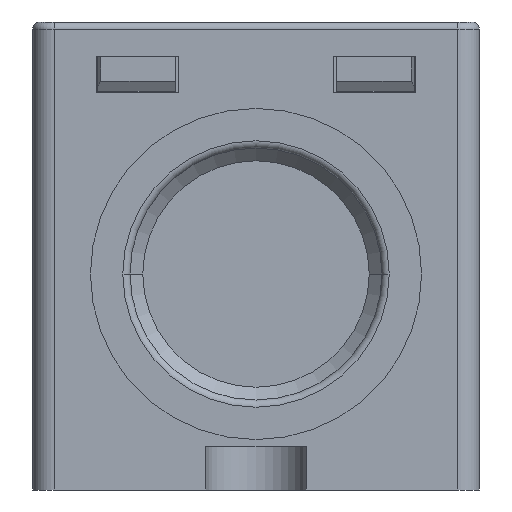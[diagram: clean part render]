
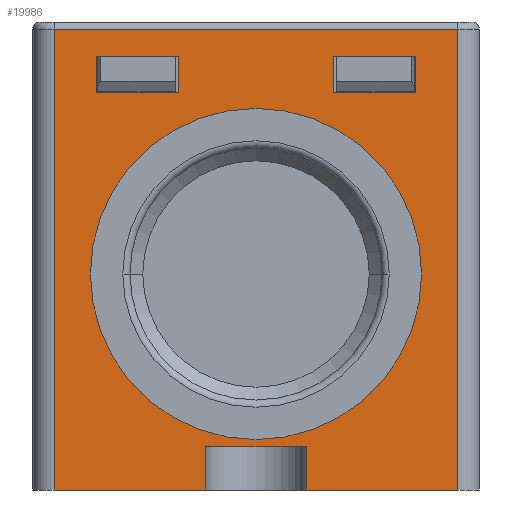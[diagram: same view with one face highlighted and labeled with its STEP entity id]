
A CAD part, front view. The second image highlights one B-rep face of the part: STEP entity #19986.
In plain terms, the highlighted face is planar.
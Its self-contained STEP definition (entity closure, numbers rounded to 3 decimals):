
#593=DIRECTION('',(-1.,0.,0.));
#594=VECTOR('',#593,28.);
#595=CARTESIAN_POINT('',(14.,32.,-61.5));
#596=LINE('',#595,#594);
#626=DIRECTION('',(0.,-1.,0.));
#627=VECTOR('',#626,32.);
#628=CARTESIAN_POINT('',(-14.,32.,-61.5));
#629=LINE('',#628,#627);
#630=DIRECTION('',(-1.,0.,0.));
#631=VECTOR('',#630,5.7);
#632=CARTESIAN_POINT('',(11.1,27.6,-61.5));
#633=LINE('',#632,#631);
#634=DIRECTION('',(0.,1.,0.));
#635=VECTOR('',#634,2.5);
#636=CARTESIAN_POINT('',(5.4,27.6,-61.5));
#637=LINE('',#636,#635);
#638=DIRECTION('',(1.,0.,0.));
#639=VECTOR('',#638,5.7);
#640=CARTESIAN_POINT('',(5.4,30.1,-61.5));
#641=LINE('',#640,#639);
#642=DIRECTION('',(0.,-1.,0.));
#643=VECTOR('',#642,2.5);
#644=CARTESIAN_POINT('',(11.1,30.1,-61.5));
#645=LINE('',#644,#643);
#646=DIRECTION('',(-1.,0.,0.));
#647=VECTOR('',#646,5.7);
#648=CARTESIAN_POINT('',(-5.4,27.6,-61.5));
#649=LINE('',#648,#647);
#650=DIRECTION('',(0.,1.,0.));
#651=VECTOR('',#650,2.5);
#652=CARTESIAN_POINT('',(-11.1,27.6,-61.5));
#653=LINE('',#652,#651);
#654=DIRECTION('',(1.,0.,0.));
#655=VECTOR('',#654,5.7);
#656=CARTESIAN_POINT('',(-11.1,30.1,-61.5));
#657=LINE('',#656,#655);
#658=DIRECTION('',(0.,-1.,0.));
#659=VECTOR('',#658,2.5);
#660=CARTESIAN_POINT('',(-5.4,30.1,-61.5));
#661=LINE('',#660,#659);
#662=DIRECTION('',(-1.,0.,0.));
#663=VECTOR('',#662,10.5);
#664=CARTESIAN_POINT('',(-3.5,0.,-61.5));
#665=LINE('',#664,#663);
#666=DIRECTION('',(0.,1.,0.));
#667=VECTOR('',#666,3.);
#668=CARTESIAN_POINT('',(-3.5,0.,-61.5));
#669=LINE('',#668,#667);
#670=DIRECTION('',(-1.,0.,0.));
#671=VECTOR('',#670,7.);
#672=CARTESIAN_POINT('',(3.5,3.,-61.5));
#673=LINE('',#672,#671);
#674=DIRECTION('',(0.,1.,0.));
#675=VECTOR('',#674,3.);
#676=CARTESIAN_POINT('',(3.5,0.,-61.5));
#677=LINE('',#676,#675);
#678=DIRECTION('',(-1.,0.,0.));
#679=VECTOR('',#678,10.5);
#680=CARTESIAN_POINT('',(14.,0.,-61.5));
#681=LINE('',#680,#679);
#758=DIRECTION('',(0.,-1.,0.));
#759=VECTOR('',#758,32.);
#760=CARTESIAN_POINT('',(14.,32.,-61.5));
#761=LINE('',#760,#759);
#4251=CARTESIAN_POINT('',(0.,15.,-61.5));
#4252=DIRECTION('',(0.,0.,1.));
#4253=DIRECTION('',(1.,0.,0.));
#4254=AXIS2_PLACEMENT_3D('',#4251,#4252,#4253);
#4269=CARTESIAN_POINT('',(0.,15.,-61.5));
#4270=DIRECTION('',(0.,0.,1.));
#4271=DIRECTION('',(-1.,0.,0.));
#4272=AXIS2_PLACEMENT_3D('',#4269,#4270,#4271);
#14726=CARTESIAN_POINT('',(14.,0.,-61.5));
#14728=VERTEX_POINT('',#14726);
#14925=CARTESIAN_POINT('',(-10.2,15.,-61.5));
#14926=CARTESIAN_POINT('',(10.2,15.,-61.5));
#14927=VERTEX_POINT('',#14925);
#14928=VERTEX_POINT('',#14926);
#14997=CARTESIAN_POINT('',(3.5,3.,-61.5));
#14998=CARTESIAN_POINT('',(-3.5,3.,-61.5));
#14999=VERTEX_POINT('',#14997);
#15000=VERTEX_POINT('',#14998);
#15001=CARTESIAN_POINT('',(3.5,0.,-61.5));
#15002=VERTEX_POINT('',#15001);
#15003=CARTESIAN_POINT('',(-3.5,0.,-61.5));
#15004=VERTEX_POINT('',#15003);
#15009=CARTESIAN_POINT('',(-14.,0.,-61.5));
#15010=VERTEX_POINT('',#15009);
#15015=CARTESIAN_POINT('',(11.1,27.6,-61.5));
#15016=CARTESIAN_POINT('',(5.4,27.6,-61.5));
#15017=VERTEX_POINT('',#15015);
#15018=VERTEX_POINT('',#15016);
#15019=CARTESIAN_POINT('',(5.4,30.1,-61.5));
#15020=VERTEX_POINT('',#15019);
#15021=CARTESIAN_POINT('',(11.1,30.1,-61.5));
#15022=VERTEX_POINT('',#15021);
#15023=CARTESIAN_POINT('',(-5.4,27.6,-61.5));
#15024=CARTESIAN_POINT('',(-11.1,27.6,-61.5));
#15025=VERTEX_POINT('',#15023);
#15026=VERTEX_POINT('',#15024);
#15027=CARTESIAN_POINT('',(-11.1,30.1,-61.5));
#15028=VERTEX_POINT('',#15027);
#15029=CARTESIAN_POINT('',(-5.4,30.1,-61.5));
#15030=VERTEX_POINT('',#15029);
#15057=CARTESIAN_POINT('',(14.,32.,-61.5));
#15058=VERTEX_POINT('',#15057);
#15061=CARTESIAN_POINT('',(-14.,32.,-61.5));
#15062=VERTEX_POINT('',#15061);
#19941=CARTESIAN_POINT('',(0.,0.,-61.5));
#19942=DIRECTION('',(0.,0.,-1.));
#19943=DIRECTION('',(1.,0.,0.));
#19944=AXIS2_PLACEMENT_3D('',#19941,#19942,#19943);
#19945=PLANE('',#19944);
#19946=ORIENTED_EDGE('',*,*,#19909,.T.);
#19947=ORIENTED_EDGE('',*,*,#19936,.T.);
#19948=ORIENTED_EDGE('',*,*,#19380,.F.);
#19950=ORIENTED_EDGE('',*,*,#19949,.T.);
#19952=ORIENTED_EDGE('',*,*,#19951,.F.);
#19954=ORIENTED_EDGE('',*,*,#19953,.F.);
#19955=ORIENTED_EDGE('',*,*,#19372,.F.);
#19957=ORIENTED_EDGE('',*,*,#19956,.F.);
#19958=EDGE_LOOP('',(#19946,#19947,#19948,#19950,#19952,#19954,#19955,#19957));
#19959=FACE_OUTER_BOUND('',#19958,.F.);
#19961=ORIENTED_EDGE('',*,*,#19960,.T.);
#19963=ORIENTED_EDGE('',*,*,#19962,.T.);
#19965=ORIENTED_EDGE('',*,*,#19964,.T.);
#19967=ORIENTED_EDGE('',*,*,#19966,.T.);
#19968=EDGE_LOOP('',(#19961,#19963,#19965,#19967));
#19969=FACE_BOUND('',#19968,.F.);
#19971=ORIENTED_EDGE('',*,*,#19970,.F.);
#19973=ORIENTED_EDGE('',*,*,#19972,.F.);
#19974=EDGE_LOOP('',(#19971,#19973));
#19975=FACE_BOUND('',#19974,.F.);
#19977=ORIENTED_EDGE('',*,*,#19976,.T.);
#19979=ORIENTED_EDGE('',*,*,#19978,.T.);
#19981=ORIENTED_EDGE('',*,*,#19980,.T.);
#19983=ORIENTED_EDGE('',*,*,#19982,.T.);
#19984=EDGE_LOOP('',(#19977,#19979,#19981,#19983));
#19985=FACE_BOUND('',#19984,.F.);
#4255=CIRCLE('',#4254,10.2);
#4273=CIRCLE('',#4272,10.2);
#19372=EDGE_CURVE('',#14728,#15002,#681,.T.);
#19380=EDGE_CURVE('',#15004,#15010,#665,.T.);
#19909=EDGE_CURVE('',#15058,#15062,#596,.T.);
#19936=EDGE_CURVE('',#15062,#15010,#629,.T.);
#19949=EDGE_CURVE('',#15004,#15000,#669,.T.);
#19951=EDGE_CURVE('',#14999,#15000,#673,.T.);
#19953=EDGE_CURVE('',#15002,#14999,#677,.T.);
#19956=EDGE_CURVE('',#15058,#14728,#761,.T.);
#19960=EDGE_CURVE('',#15025,#15026,#649,.T.);
#19962=EDGE_CURVE('',#15026,#15028,#653,.T.);
#19964=EDGE_CURVE('',#15028,#15030,#657,.T.);
#19966=EDGE_CURVE('',#15030,#15025,#661,.T.);
#19970=EDGE_CURVE('',#14928,#14927,#4255,.T.);
#19972=EDGE_CURVE('',#14927,#14928,#4273,.T.);
#19976=EDGE_CURVE('',#15017,#15018,#633,.T.);
#19978=EDGE_CURVE('',#15018,#15020,#637,.T.);
#19980=EDGE_CURVE('',#15020,#15022,#641,.T.);
#19982=EDGE_CURVE('',#15022,#15017,#645,.T.);
#19986=ADVANCED_FACE('',(#19959,#19969,#19975,#19985),#19945,.T.);
